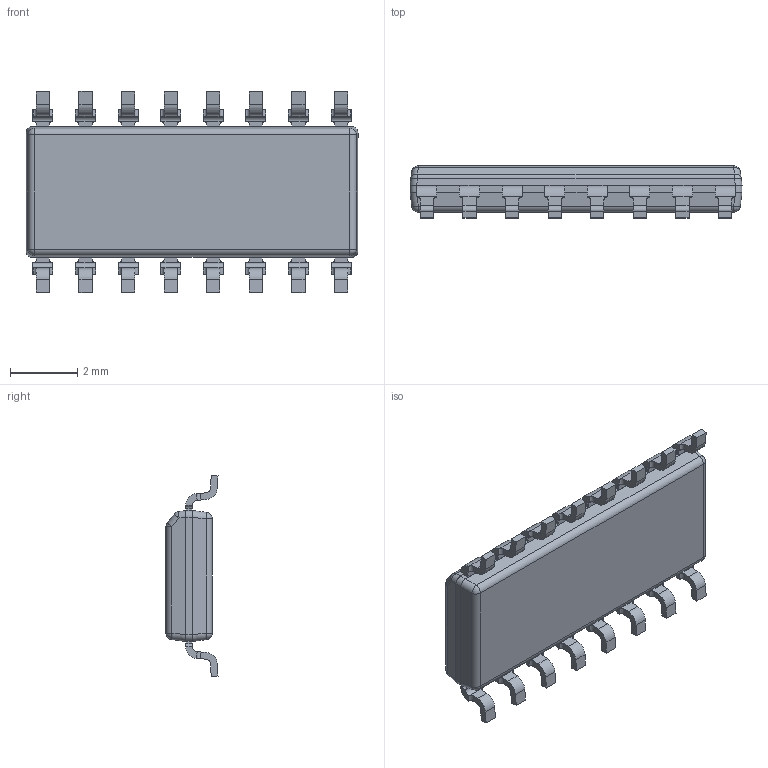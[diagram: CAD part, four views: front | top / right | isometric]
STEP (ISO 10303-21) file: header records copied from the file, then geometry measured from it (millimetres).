
FILE_DESCRIPTION (( 'STEP AP214' ), '1' );
FILE_NAME ('74HC138D,653.stp', '2025-06-29T09:56:33', ( '' ), ( '' ), 'SwSTEP 2.0', 'SolidWorks 2025', '' );
FILE_SCHEMA (( 'AUTOMOTIVE_DESIGN' ));
Length unit declared in the file: millimetre
Products named in the file (5): 74HC138D,653(2); SOT109-1 Lead_1; SOT109-1 upper body_1; SOT109-1 lower body_1; 74HC138D,653
Assembly tree (4 placements, depth 3):
  74HC138D,653
    74HC138D,653(2)
      SOT109-1 lower body_1
      SOT109-1 upper body_1
      SOT109-1 Lead_1
Bounding box: 9.9 x 1.55 x 6 mm (x, y, z)
Volume: 53.5 mm3; surface area: 219.1 mm2
Topology: 18 solids, 18 shells, 496 faces, 1213 edges, 756 vertices
Faces by surface type: plane 320, cylinder 166, sphere 10
Entity records: 14688 total; most frequent: DIRECTION 2525, CARTESIAN_POINT 2521, ORIENTED_EDGE 2426, EDGE_CURVE 1213, VECTOR 877, LINE 877, AXIS2_PLACEMENT_3D 824, VERTEX_POINT 756
